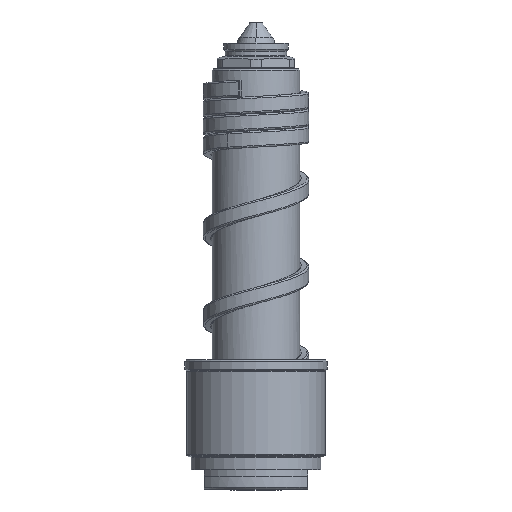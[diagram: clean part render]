
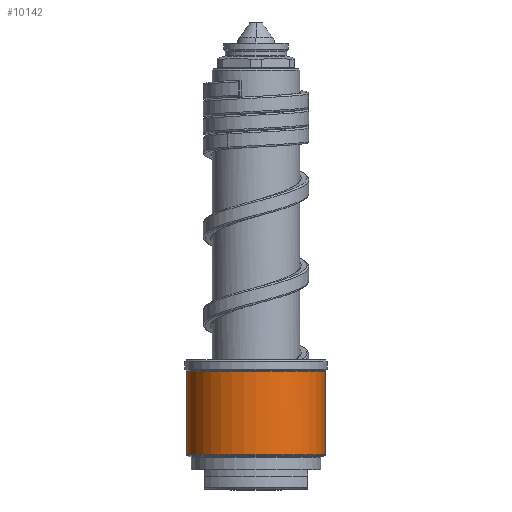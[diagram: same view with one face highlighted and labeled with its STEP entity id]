
A CAD part, front view. The second image highlights one B-rep face of the part: STEP entity #10142.
In plain terms, the highlighted cylindrical face has radius 21.5 mm (diameter 43 mm), a partial arc.
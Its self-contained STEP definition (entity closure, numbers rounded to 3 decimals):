
#843=DIRECTION('',(0.,0.,1.));
#844=VECTOR('',#843,25.834);
#845=CARTESIAN_POINT('',(21.5,0.,10.583));
#846=LINE('',#845,#844);
#865=CARTESIAN_POINT('',(0.,0.,10.583));
#866=DIRECTION('',(0.,0.,1.));
#867=DIRECTION('',(-1.,0.,0.));
#868=AXIS2_PLACEMENT_3D('',#865,#866,#867);
#2241=DIRECTION('',(0.,0.,1.));
#2242=VECTOR('',#2241,25.834);
#2243=CARTESIAN_POINT('',(-21.5,0.,10.583));
#2244=LINE('',#2243,#2242);
#2245=CARTESIAN_POINT('',(0.,0.,36.417));
#2246=DIRECTION('',(0.,0.,-1.));
#2247=DIRECTION('',(1.,0.,0.));
#2248=AXIS2_PLACEMENT_3D('',#2245,#2246,#2247);
#2250=CARTESIAN_POINT('',(0.,0.,36.417));
#2251=DIRECTION('',(0.,0.,-1.));
#2252=DIRECTION('',(1.,-0.007,0.));
#2253=AXIS2_PLACEMENT_3D('',#2250,#2251,#2252);
#6153=CARTESIAN_POINT('',(21.499,-0.152,
36.417));
#6154=CARTESIAN_POINT('',(-21.5,0.,36.417));
#6155=VERTEX_POINT('',#6153);
#6156=VERTEX_POINT('',#6154);
#6157=CARTESIAN_POINT('',(21.5,0.,36.417));
#6158=VERTEX_POINT('',#6157);
#6159=CARTESIAN_POINT('',(-21.5,0.,10.583));
#6160=CARTESIAN_POINT('',(21.5,0.,10.583));
#6161=VERTEX_POINT('',#6159);
#6162=VERTEX_POINT('',#6160);
#10128=CARTESIAN_POINT('',(0.,0.,8.5));
#10129=DIRECTION('',(0.,0.,1.));
#10130=DIRECTION('',(-1.,0.,0.));
#10131=AXIS2_PLACEMENT_3D('',#10128,#10129,#10130);
#10132=CYLINDRICAL_SURFACE('',#10131,21.5);
#10133=ORIENTED_EDGE('',*,*,#8338,.F.);
#10134=ORIENTED_EDGE('',*,*,#8319,.T.);
#10136=ORIENTED_EDGE('',*,*,#10135,.F.);
#10138=ORIENTED_EDGE('',*,*,#10137,.F.);
#10139=ORIENTED_EDGE('',*,*,#8313,.F.);
#10140=EDGE_LOOP('',(#10133,#10134,#10136,#10138,#10139));
#10141=FACE_OUTER_BOUND('',#10140,.F.);
#869=CIRCLE('',#868,21.5);
#2249=CIRCLE('',#2248,21.5);
#2254=CIRCLE('',#2253,21.5);
#8313=EDGE_CURVE('',#6162,#6158,#846,.T.);
#8319=EDGE_CURVE('',#6161,#6156,#2244,.T.);
#8338=EDGE_CURVE('',#6161,#6162,#869,.T.);
#10135=EDGE_CURVE('',#6155,#6156,#2254,.T.);
#10137=EDGE_CURVE('',#6158,#6155,#2249,.T.);
#10142=ADVANCED_FACE('',(#10141),#10132,.T.);
